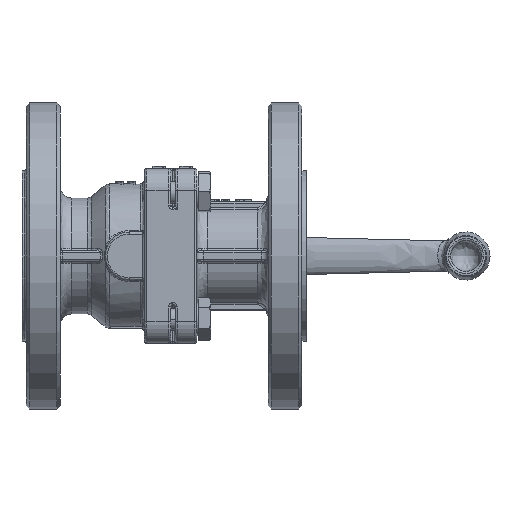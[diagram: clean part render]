
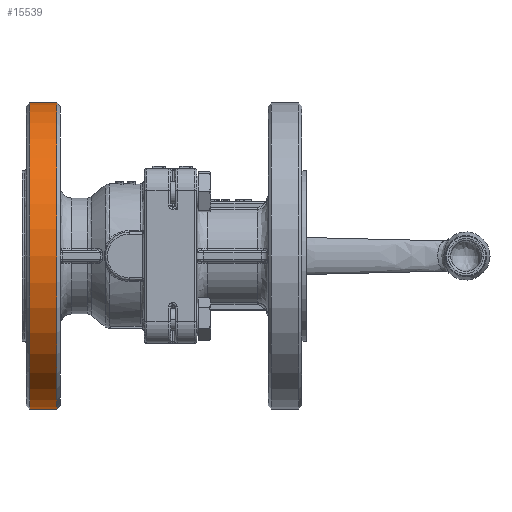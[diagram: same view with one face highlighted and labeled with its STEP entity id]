
A CAD part, front view. The second image highlights one B-rep face of the part: STEP entity #15539.
In plain terms, the highlighted cylindrical face has radius 70 mm (diameter 140 mm), a partial arc.
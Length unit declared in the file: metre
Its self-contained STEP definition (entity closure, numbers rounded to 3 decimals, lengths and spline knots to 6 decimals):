
#2873 = CARTESIAN_POINT ( 'NONE',  ( 0.00975, 0., 0. ) ) ;
#3703 = VERTEX_POINT ( 'NONE', #25246 ) ;
#5438 = VECTOR ( 'NONE', #21896, 1. ) ;
#13221 = LINE ( 'NONE', #65696, #58081 ) ;
#14979 = DIRECTION ( 'NONE',  ( 0., 0., -1. ) ) ;
#15539 = ADVANCED_FACE ( 'NONE', ( #24488 ), #47761, .T. ) ;
#16311 = DIRECTION ( 'NONE',  ( 0., 1., 0. ) ) ;
#20047 = CIRCLE ( 'NONE', #29766, 0.07 ) ;
#21896 = DIRECTION ( 'NONE',  ( 1., 0., 0. ) ) ;
#22646 = CARTESIAN_POINT ( 'NONE',  ( 0.00975, 0., -0.07 ) ) ;
#23010 = LINE ( 'NONE', #22646, #5438 ) ;
#24488 = FACE_OUTER_BOUND ( 'NONE', #71483, .T. ) ;
#25246 = CARTESIAN_POINT ( 'NONE',  ( 0.016, 0., -0.07 ) ) ;
#27442 = DIRECTION ( 'NONE',  ( 0., 0., -1. ) ) ;
#28399 = VERTEX_POINT ( 'NONE', #34648 ) ;
#29766 = AXIS2_PLACEMENT_3D ( 'NONE', #68061, #32737, #16311 ) ;
#30827 = ORIENTED_EDGE ( 'NONE', *, *, #43574, .F. ) ;
#32737 = DIRECTION ( 'NONE',  ( 1., 0., 0. ) ) ;
#33820 = VERTEX_POINT ( 'NONE', #72345 ) ;
#34648 = CARTESIAN_POINT ( 'NONE',  ( 0.016, 0., 0.07 ) ) ;
#36470 = AXIS2_PLACEMENT_3D ( 'NONE', #67030, #44631, #27442 ) ;
#39838 = ORIENTED_EDGE ( 'NONE', *, *, #71055, .T. ) ;
#41923 = VERTEX_POINT ( 'NONE', #70113 ) ;
#43154 = EDGE_CURVE ( 'NONE', #41923, #3703, #23010, .T. ) ;
#43574 = EDGE_CURVE ( 'NONE', #28399, #3703, #20047, .T. ) ;
#44631 = DIRECTION ( 'NONE',  ( 1., 0., 0. ) ) ;
#47761 = CYLINDRICAL_SURFACE ( 'NONE', #50442, 0.07 ) ;
#50442 = AXIS2_PLACEMENT_3D ( 'NONE', #2873, #54589, #14979 ) ;
#52326 = ORIENTED_EDGE ( 'NONE', *, *, #69719, .F. ) ;
#52645 = ORIENTED_EDGE ( 'NONE', *, *, #43154, .T. ) ;
#54589 = DIRECTION ( 'NONE',  ( 1., 0., 0. ) ) ;
#58081 = VECTOR ( 'NONE', #66448, 1. ) ;
#64379 = CIRCLE ( 'NONE', #36470, 0.07 ) ;
#65696 = CARTESIAN_POINT ( 'NONE',  ( 0.00975, 0., 0.07 ) ) ;
#66448 = DIRECTION ( 'NONE',  ( 1., 0., 0. ) ) ;
#67030 = CARTESIAN_POINT ( 'NONE',  ( 0.0035, 0., 0. ) ) ;
#68061 = CARTESIAN_POINT ( 'NONE',  ( 0.016, 0., 0. ) ) ;
#69719 = EDGE_CURVE ( 'NONE', #33820, #28399, #13221, .T. ) ;
#70113 = CARTESIAN_POINT ( 'NONE',  ( 0.0035, 0., -0.07 ) ) ;
#71055 = EDGE_CURVE ( 'NONE', #33820, #41923, #64379, .T. ) ;
#71483 = EDGE_LOOP ( 'NONE', ( #52326, #39838, #52645, #30827 ) ) ;
#72345 = CARTESIAN_POINT ( 'NONE',  ( 0.0035, 0., 0.07 ) ) ;
